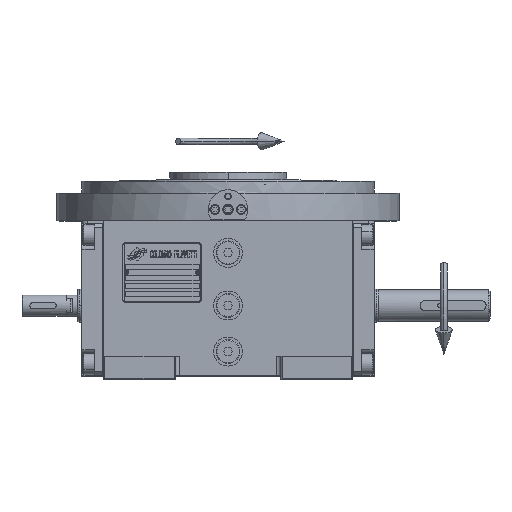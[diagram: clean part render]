
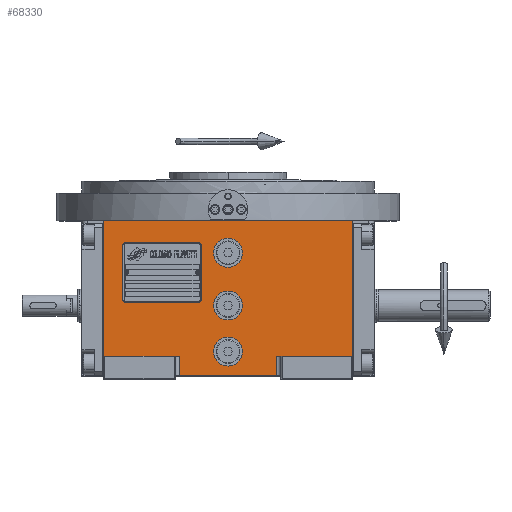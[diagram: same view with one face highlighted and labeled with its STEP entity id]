
A CAD part, top view. The second image highlights one B-rep face of the part: STEP entity #68330.
In plain terms, the highlighted planar face has unit normal (0, 0, 1).
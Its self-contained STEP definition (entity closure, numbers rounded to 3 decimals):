
#147 = CARTESIAN_POINT ( 'NONE',  ( 0., -35., 163.5 ) ) ;
#156 = EDGE_CURVE ( 'NONE', #16933, #28839, #16620, .T. ) ;
#353 = FACE_BOUND ( 'NONE', #18095, .T. ) ;
#1015 = DIRECTION ( 'NONE',  ( 0., 1., 0. ) ) ;
#1567 = AXIS2_PLACEMENT_3D ( 'NONE', #60155, #48560, #54547 ) ;
#1888 = LINE ( 'NONE', #59949, #43781 ) ;
#2920 = DIRECTION ( 'NONE',  ( -1., 0., 0. ) ) ;
#4054 = CARTESIAN_POINT ( 'NONE',  ( -11., 40., 163.5 ) ) ;
#4445 = CARTESIAN_POINT ( 'NONE',  ( 11., 40., 163.5 ) ) ;
#4618 = VECTOR ( 'NONE', #26504, 1000. ) ;
#6084 = CIRCLE ( 'NONE', #16233, 11. ) ;
#6111 = CARTESIAN_POINT ( 'NONE',  ( 37., -38.5, 163.5 ) ) ;
#6320 = CARTESIAN_POINT ( 'NONE',  ( -94.5, -38.5, 163.5 ) ) ;
#6985 = EDGE_LOOP ( 'NONE', ( #31522, #30017, #22342, #17852, #62688, #62307, #32283, #56838 ) ) ;
#7021 = CIRCLE ( 'NONE', #46354, 11. ) ;
#7035 = EDGE_CURVE ( 'NONE', #35597, #28839, #10346, .T. ) ;
#7580 = VERTEX_POINT ( 'NONE', #24632 ) ;
#8047 = CARTESIAN_POINT ( 'NONE',  ( 94.5, -38.5, 163.5 ) ) ;
#8172 = CARTESIAN_POINT ( 'NONE',  ( 0., -35., 163.5 ) ) ;
#8379 = CARTESIAN_POINT ( 'NONE',  ( 0., 0., 163.5 ) ) ;
#8593 = VERTEX_POINT ( 'NONE', #38036 ) ;
#9578 = AXIS2_PLACEMENT_3D ( 'NONE', #8172, #68287, #13447 ) ;
#9585 = VECTOR ( 'NONE', #23182, 1000. ) ;
#10346 = LINE ( 'NONE', #31785, #4618 ) ;
#12634 = CARTESIAN_POINT ( 'NONE',  ( -94.5, -38.5, 163.5 ) ) ;
#12877 = CARTESIAN_POINT ( 'NONE',  ( 0., 40., 163.5 ) ) ;
#13447 = DIRECTION ( 'NONE',  ( -1., 0., 0. ) ) ;
#13826 = CARTESIAN_POINT ( 'NONE',  ( 0., 0., 163.5 ) ) ;
#13848 = EDGE_LOOP ( 'NONE', ( #29721, #24272 ) ) ;
#13906 = DIRECTION ( 'NONE',  ( 0., 0., 1. ) ) ;
#13992 = DIRECTION ( 'NONE',  ( 0., 0., 1. ) ) ;
#14058 = VERTEX_POINT ( 'NONE', #4445 ) ;
#14716 = LINE ( 'NONE', #36181, #48872 ) ;
#15336 = ORIENTED_EDGE ( 'NONE', *, *, #44597, .F. ) ;
#16233 = AXIS2_PLACEMENT_3D ( 'NONE', #8379, #13992, #50933 ) ;
#16620 = LINE ( 'NONE', #32792, #60893 ) ;
#16933 = VERTEX_POINT ( 'NONE', #6320 ) ;
#17408 = ORIENTED_EDGE ( 'NONE', *, *, #20299, .F. ) ;
#17671 = CARTESIAN_POINT ( 'NONE',  ( -37., -38.5, 163.5 ) ) ;
#17794 = DIRECTION ( 'NONE',  ( 1., 0., 0. ) ) ;
#17852 = ORIENTED_EDGE ( 'NONE', *, *, #60929, .T. ) ;
#18095 = EDGE_LOOP ( 'NONE', ( #17408, #44762 ) ) ;
#18390 = EDGE_CURVE ( 'NONE', #35597, #52488, #14716, .T. ) ;
#18436 = AXIS2_PLACEMENT_3D ( 'NONE', #12877, #13906, #17794 ) ;
#19918 = EDGE_CURVE ( 'NONE', #7580, #56078, #6084, .T. ) ;
#20233 = CARTESIAN_POINT ( 'NONE',  ( -94.5, 64.5, 163.5 ) ) ;
#20299 = EDGE_CURVE ( 'NONE', #14058, #25388, #48773, .T. ) ;
#22310 = DIRECTION ( 'NONE',  ( 1., 0., 0. ) ) ;
#22342 = ORIENTED_EDGE ( 'NONE', *, *, #53391, .T. ) ;
#22853 = FACE_BOUND ( 'NONE', #24627, .T. ) ;
#23182 = DIRECTION ( 'NONE',  ( 0., 1., 0. ) ) ;
#24272 = ORIENTED_EDGE ( 'NONE', *, *, #64942, .F. ) ;
#24627 = EDGE_LOOP ( 'NONE', ( #15336, #25077 ) ) ;
#24632 = CARTESIAN_POINT ( 'NONE',  ( 11., 0., 163.5 ) ) ;
#25077 = ORIENTED_EDGE ( 'NONE', *, *, #69373, .F. ) ;
#25361 = VERTEX_POINT ( 'NONE', #41702 ) ;
#25388 = VERTEX_POINT ( 'NONE', #4054 ) ;
#25490 = EDGE_CURVE ( 'NONE', #42663, #32170, #36768, .T. ) ;
#26504 = DIRECTION ( 'NONE',  ( 0., 1., 0. ) ) ;
#26523 = DIRECTION ( 'NONE',  ( 0., 0., 1. ) ) ;
#27681 = AXIS2_PLACEMENT_3D ( 'NONE', #67882, #29880, #68214 ) ;
#28472 = PLANE ( 'NONE',  #1567 ) ;
#28839 = VERTEX_POINT ( 'NONE', #17671 ) ;
#29721 = ORIENTED_EDGE ( 'NONE', *, *, #19918, .F. ) ;
#29880 = DIRECTION ( 'NONE',  ( 0., 0., 1. ) ) ;
#30017 = ORIENTED_EDGE ( 'NONE', *, *, #51214, .F. ) ;
#30072 = VECTOR ( 'NONE', #64525, 1000. ) ;
#30709 = EDGE_CURVE ( 'NONE', #25388, #14058, #41213, .T. ) ;
#31522 = ORIENTED_EDGE ( 'NONE', *, *, #18390, .T. ) ;
#31785 = CARTESIAN_POINT ( 'NONE',  ( -37., -53.5, 163.5 ) ) ;
#32170 = VERTEX_POINT ( 'NONE', #58971 ) ;
#32171 = DIRECTION ( 'NONE',  ( 1., 0., 0. ) ) ;
#32283 = ORIENTED_EDGE ( 'NONE', *, *, #156, .T. ) ;
#32792 = CARTESIAN_POINT ( 'NONE',  ( -94.5, -38.5, 163.5 ) ) ;
#34820 = CARTESIAN_POINT ( 'NONE',  ( -37., -53.5, 163.5 ) ) ;
#34905 = VECTOR ( 'NONE', #1015, 1000. ) ;
#35597 = VERTEX_POINT ( 'NONE', #34820 ) ;
#36181 = CARTESIAN_POINT ( 'NONE',  ( -37., -53.5, 163.5 ) ) ;
#36693 = DIRECTION ( 'NONE',  ( 1., 0., 0. ) ) ;
#36768 = LINE ( 'NONE', #20233, #57453 ) ;
#38036 = CARTESIAN_POINT ( 'NONE',  ( 11., -35., 163.5 ) ) ;
#39909 = CIRCLE ( 'NONE', #9578, 11. ) ;
#41213 = CIRCLE ( 'NONE', #27681, 11. ) ;
#41702 = CARTESIAN_POINT ( 'NONE',  ( 94.5, -38.5, 163.5 ) ) ;
#42458 = CARTESIAN_POINT ( 'NONE',  ( -94.5, 64.5, 163.5 ) ) ;
#42663 = VERTEX_POINT ( 'NONE', #42458 ) ;
#43089 = VERTEX_POINT ( 'NONE', #58905 ) ;
#43282 = FACE_BOUND ( 'NONE', #13848, .T. ) ;
#43781 = VECTOR ( 'NONE', #22310, 1000. ) ;
#44597 = EDGE_CURVE ( 'NONE', #8593, #43089, #51670, .T. ) ;
#44762 = ORIENTED_EDGE ( 'NONE', *, *, #30709, .F. ) ;
#45425 = EDGE_CURVE ( 'NONE', #16933, #42663, #60812, .T. ) ;
#46354 = AXIS2_PLACEMENT_3D ( 'NONE', #13826, #51459, #2920 ) ;
#47801 = CARTESIAN_POINT ( 'NONE',  ( 37., -38.5, 163.5 ) ) ;
#48560 = DIRECTION ( 'NONE',  ( 0., 0., 1. ) ) ;
#48773 = CIRCLE ( 'NONE', #18436, 11. ) ;
#48872 = VECTOR ( 'NONE', #57647, 1000. ) ;
#49931 = LINE ( 'NONE', #8047, #9585 ) ;
#50933 = DIRECTION ( 'NONE',  ( 1., 0., 0. ) ) ;
#51214 = EDGE_CURVE ( 'NONE', #63591, #52488, #52306, .T. ) ;
#51459 = DIRECTION ( 'NONE',  ( 0., 0., 1. ) ) ;
#51670 = CIRCLE ( 'NONE', #57269, 11. ) ;
#52306 = LINE ( 'NONE', #6111, #30072 ) ;
#52488 = VERTEX_POINT ( 'NONE', #60810 ) ;
#53391 = EDGE_CURVE ( 'NONE', #63591, #25361, #1888, .T. ) ;
#54547 = DIRECTION ( 'NONE',  ( 1., 0., 0. ) ) ;
#56078 = VERTEX_POINT ( 'NONE', #56380 ) ;
#56380 = CARTESIAN_POINT ( 'NONE',  ( -11., 0., 163.5 ) ) ;
#56838 = ORIENTED_EDGE ( 'NONE', *, *, #7035, .F. ) ;
#57269 = AXIS2_PLACEMENT_3D ( 'NONE', #147, #26523, #63495 ) ;
#57453 = VECTOR ( 'NONE', #32171, 1000. ) ;
#57647 = DIRECTION ( 'NONE',  ( 1., 0., 0. ) ) ;
#58905 = CARTESIAN_POINT ( 'NONE',  ( -11., -35., 163.5 ) ) ;
#58971 = CARTESIAN_POINT ( 'NONE',  ( 94.5, 64.5, 163.5 ) ) ;
#59949 = CARTESIAN_POINT ( 'NONE',  ( 37., -38.5, 163.5 ) ) ;
#60155 = CARTESIAN_POINT ( 'NONE',  ( -94.5, -53.5, 163.5 ) ) ;
#60810 = CARTESIAN_POINT ( 'NONE',  ( 37., -53.5, 163.5 ) ) ;
#60812 = LINE ( 'NONE', #12634, #34905 ) ;
#60893 = VECTOR ( 'NONE', #36693, 1000. ) ;
#60929 = EDGE_CURVE ( 'NONE', #25361, #32170, #49931, .T. ) ;
#62307 = ORIENTED_EDGE ( 'NONE', *, *, #45425, .F. ) ;
#62688 = ORIENTED_EDGE ( 'NONE', *, *, #25490, .F. ) ;
#63495 = DIRECTION ( 'NONE',  ( 1., 0., 0. ) ) ;
#63591 = VERTEX_POINT ( 'NONE', #47801 ) ;
#64525 = DIRECTION ( 'NONE',  ( 0., -1., 0. ) ) ;
#64942 = EDGE_CURVE ( 'NONE', #56078, #7580, #7021, .T. ) ;
#65084 = FACE_OUTER_BOUND ( 'NONE', #6985, .T. ) ;
#67882 = CARTESIAN_POINT ( 'NONE',  ( 0., 40., 163.5 ) ) ;
#68214 = DIRECTION ( 'NONE',  ( -1., 0., 0. ) ) ;
#68287 = DIRECTION ( 'NONE',  ( 0., 0., 1. ) ) ;
#68330 = ADVANCED_FACE ( 'NONE', ( #43282, #22853, #353, #65084 ), #28472, .T. ) ;
#69373 = EDGE_CURVE ( 'NONE', #43089, #8593, #39909, .T. ) ;
